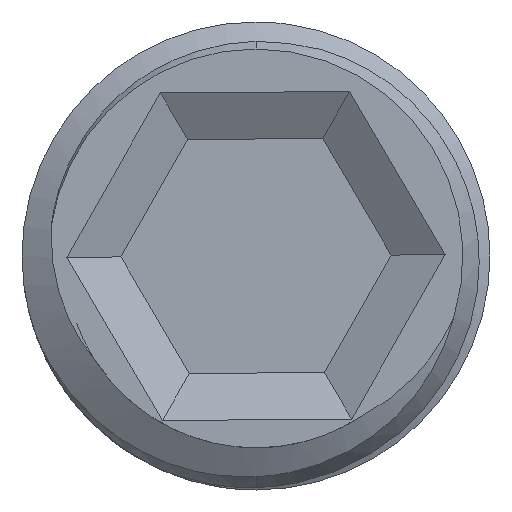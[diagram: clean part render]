
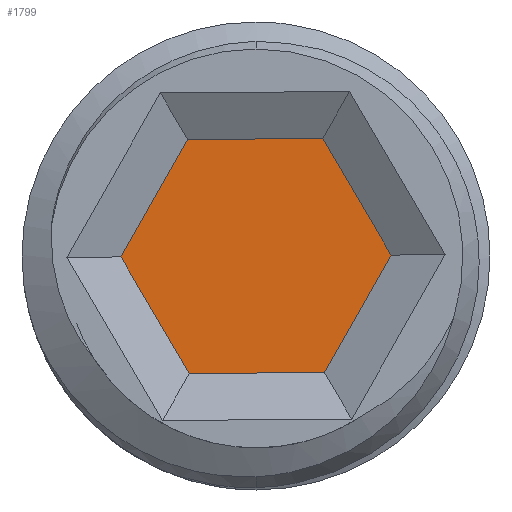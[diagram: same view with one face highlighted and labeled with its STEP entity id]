
A CAD part, front view. The second image highlights one B-rep face of the part: STEP entity #1799.
In plain terms, the highlighted planar face has unit normal (0, -1, 0).
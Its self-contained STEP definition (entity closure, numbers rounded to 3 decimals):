
#10 = DIRECTION ( 'NONE',  ( -0.494, 0., -0.869 ) ) ;
#60 = VERTEX_POINT ( 'NONE', #883 ) ;
#123 = CARTESIAN_POINT ( 'NONE',  ( -0.428, 7.5, -0.753 ) ) ;
#218 = EDGE_CURVE ( 'NONE', #2791, #828, #1972, .T. ) ;
#270 = LINE ( 'NONE', #720, #1439 ) ;
#338 = EDGE_LOOP ( 'NONE', ( #744, #361, #2762, #1435, #2365, #2022 ) ) ;
#361 = ORIENTED_EDGE ( 'NONE', *, *, #2261, .T. ) ;
#366 = LINE ( 'NONE', #123, #1811 ) ;
#386 = DIRECTION ( 'NONE',  ( 0.506, 0., -0.863 ) ) ;
#411 = DIRECTION ( 'NONE',  ( 0., -1., 0. ) ) ;
#452 = VECTOR ( 'NONE', #386, 1000. ) ;
#621 = LINE ( 'NONE', #852, #452 ) ;
#666 = PLANE ( 'NONE',  #1953 ) ;
#720 = CARTESIAN_POINT ( 'NONE',  ( 0.866, 7.5, 0.006 ) ) ;
#725 = CARTESIAN_POINT ( 'NONE',  ( -0.428, 7.5, -0.753 ) ) ;
#744 = ORIENTED_EDGE ( 'NONE', *, *, #1240, .T. ) ;
#828 = VERTEX_POINT ( 'NONE', #1766 ) ;
#852 = CARTESIAN_POINT ( 'NONE',  ( -0.866, 7.5, -0.006 ) ) ;
#869 = DIRECTION ( 'NONE',  ( 0.494, 0., 0.869 ) ) ;
#883 = CARTESIAN_POINT ( 'NONE',  ( 0.866, 7.5, 0.006 ) ) ;
#892 = FACE_OUTER_BOUND ( 'NONE', #338, .T. ) ;
#958 = CARTESIAN_POINT ( 'NONE',  ( 0.428, 7.5, 0.753 ) ) ;
#1031 = DIRECTION ( 'NONE',  ( 1., 0., 0.007 ) ) ;
#1044 = EDGE_CURVE ( 'NONE', #1420, #2791, #1177, .T. ) ;
#1058 = VECTOR ( 'NONE', #869, 1000. ) ;
#1092 = LINE ( 'NONE', #1508, #1058 ) ;
#1177 = LINE ( 'NONE', #958, #1389 ) ;
#1231 = CARTESIAN_POINT ( 'NONE',  ( -0.438, 7.5, 0.747 ) ) ;
#1240 = EDGE_CURVE ( 'NONE', #1923, #2210, #366, .T. ) ;
#1311 = CARTESIAN_POINT ( 'NONE',  ( 0.428, 7.5, 0.753 ) ) ;
#1360 = DIRECTION ( 'NONE',  ( -0.506, 0., 0.863 ) ) ;
#1389 = VECTOR ( 'NONE', #1665, 1000. ) ;
#1420 = VERTEX_POINT ( 'NONE', #1311 ) ;
#1435 = ORIENTED_EDGE ( 'NONE', *, *, #1044, .T. ) ;
#1439 = VECTOR ( 'NONE', #1360, 1000. ) ;
#1508 = CARTESIAN_POINT ( 'NONE',  ( 0.438, 7.5, -0.747 ) ) ;
#1665 = DIRECTION ( 'NONE',  ( -1., 0., -0.007 ) ) ;
#1667 = VECTOR ( 'NONE', #10, 1000. ) ;
#1754 = CARTESIAN_POINT ( 'NONE',  ( 0.438, 7.5, -0.747 ) ) ;
#1766 = CARTESIAN_POINT ( 'NONE',  ( -0.866, 7.5, -0.006 ) ) ;
#1799 = ADVANCED_FACE ( 'NONE', ( #892 ), #666, .T. ) ;
#1811 = VECTOR ( 'NONE', #1031, 1000. ) ;
#1923 = VERTEX_POINT ( 'NONE', #725 ) ;
#1953 = AXIS2_PLACEMENT_3D ( 'NONE', #2429, #411, #2030 ) ;
#1972 = LINE ( 'NONE', #2486, #1667 ) ;
#2022 = ORIENTED_EDGE ( 'NONE', *, *, #2138, .T. ) ;
#2030 = DIRECTION ( 'NONE',  ( 0., 0., -1. ) ) ;
#2138 = EDGE_CURVE ( 'NONE', #828, #1923, #621, .T. ) ;
#2210 = VERTEX_POINT ( 'NONE', #1754 ) ;
#2261 = EDGE_CURVE ( 'NONE', #2210, #60, #1092, .T. ) ;
#2334 = EDGE_CURVE ( 'NONE', #60, #1420, #270, .T. ) ;
#2365 = ORIENTED_EDGE ( 'NONE', *, *, #218, .T. ) ;
#2429 = CARTESIAN_POINT ( 'NONE',  ( 0., 7.5, 0. ) ) ;
#2486 = CARTESIAN_POINT ( 'NONE',  ( -0.438, 7.5, 0.747 ) ) ;
#2762 = ORIENTED_EDGE ( 'NONE', *, *, #2334, .T. ) ;
#2791 = VERTEX_POINT ( 'NONE', #1231 ) ;
